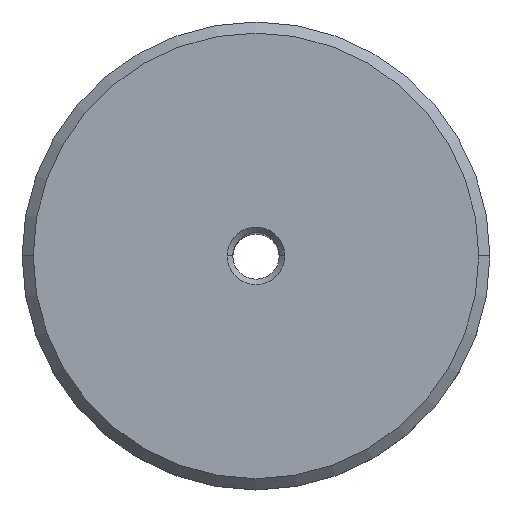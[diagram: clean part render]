
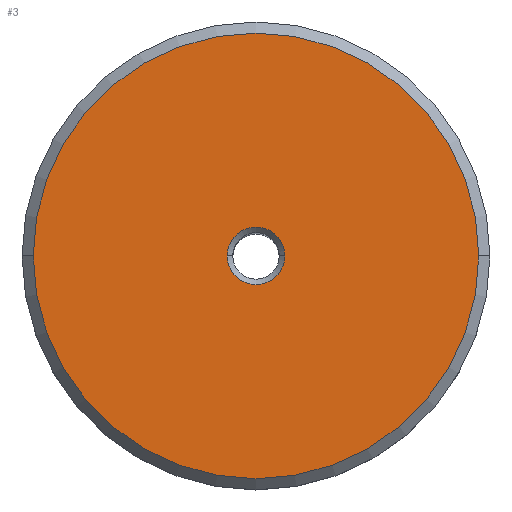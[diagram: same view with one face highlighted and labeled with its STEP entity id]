
A CAD part, top view. The second image highlights one B-rep face of the part: STEP entity #3.
In plain terms, the highlighted planar face has unit normal (0, 0, 1).
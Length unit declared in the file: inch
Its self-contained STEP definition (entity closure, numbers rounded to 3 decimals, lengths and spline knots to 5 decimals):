
#3 = ADVANCED_FACE ( 'NONE', ( #628, #1086 ), #230, .F. ) ;
#79 = CIRCLE ( 'NONE', #865, 0.59992 ) ;
#86 = DIRECTION ( 'NONE',  ( -1., 0., 0. ) ) ;
#103 = DIRECTION ( 'NONE',  ( 0., 0., 1. ) ) ;
#133 = CIRCLE ( 'NONE', #1029, 0.59992 ) ;
#136 = CARTESIAN_POINT ( 'NONE',  ( 0., 0.62992, 0. ) ) ;
#168 = CIRCLE ( 'NONE', #426, 0.0775 ) ;
#179 = DIRECTION ( 'NONE',  ( -1., 0., 0. ) ) ;
#199 = DIRECTION ( 'NONE',  ( -1., 0., 0. ) ) ;
#230 = PLANE ( 'NONE',  #752 ) ;
#260 = DIRECTION ( 'NONE',  ( 0., 0., -1. ) ) ;
#277 = VERTEX_POINT ( 'NONE', #696 ) ;
#282 = CARTESIAN_POINT ( 'NONE',  ( 0., 0., 0. ) ) ;
#299 = VERTEX_POINT ( 'NONE', #960 ) ;
#388 = DIRECTION ( 'NONE',  ( -1., 0., 0. ) ) ;
#405 = ORIENTED_EDGE ( 'NONE', *, *, #727, .T. ) ;
#426 = AXIS2_PLACEMENT_3D ( 'NONE', #1025, #260, #86 ) ;
#532 = EDGE_LOOP ( 'NONE', ( #606, #783 ) ) ;
#555 = VERTEX_POINT ( 'NONE', #574 ) ;
#570 = EDGE_CURVE ( 'NONE', #299, #277, #168, .T. ) ;
#574 = CARTESIAN_POINT ( 'NONE',  ( -0.59992, 0., 0. ) ) ;
#578 = DIRECTION ( 'NONE',  ( -1., 0., 0. ) ) ;
#598 = CARTESIAN_POINT ( 'NONE',  ( 0.59992, 0., 0. ) ) ;
#606 = ORIENTED_EDGE ( 'NONE', *, *, #885, .T. ) ;
#611 = EDGE_LOOP ( 'NONE', ( #721, #405 ) ) ;
#628 = FACE_OUTER_BOUND ( 'NONE', #611, .T. ) ;
#659 = VERTEX_POINT ( 'NONE', #598 ) ;
#696 = CARTESIAN_POINT ( 'NONE',  ( 0.0775, 0., 0. ) ) ;
#703 = CARTESIAN_POINT ( 'NONE',  ( 0., 0., 0. ) ) ;
#721 = ORIENTED_EDGE ( 'NONE', *, *, #838, .T. ) ;
#727 = EDGE_CURVE ( 'NONE', #659, #555, #133, .T. ) ;
#739 = CIRCLE ( 'NONE', #998, 0.0775 ) ;
#752 = AXIS2_PLACEMENT_3D ( 'NONE', #136, #888, #388 ) ;
#773 = CARTESIAN_POINT ( 'NONE',  ( 0., 0., 0. ) ) ;
#783 = ORIENTED_EDGE ( 'NONE', *, *, #570, .T. ) ;
#838 = EDGE_CURVE ( 'NONE', #555, #659, #79, .T. ) ;
#865 = AXIS2_PLACEMENT_3D ( 'NONE', #773, #1035, #578 ) ;
#885 = EDGE_CURVE ( 'NONE', #277, #299, #739, .T. ) ;
#888 = DIRECTION ( 'NONE',  ( 0., 0., -1. ) ) ;
#960 = CARTESIAN_POINT ( 'NONE',  ( -0.0775, 0., 0. ) ) ;
#998 = AXIS2_PLACEMENT_3D ( 'NONE', #703, #1057, #179 ) ;
#1025 = CARTESIAN_POINT ( 'NONE',  ( 0., 0., 0. ) ) ;
#1029 = AXIS2_PLACEMENT_3D ( 'NONE', #282, #103, #199 ) ;
#1035 = DIRECTION ( 'NONE',  ( 0., 0., 1. ) ) ;
#1057 = DIRECTION ( 'NONE',  ( 0., 0., -1. ) ) ;
#1086 = FACE_BOUND ( 'NONE', #532, .T. ) ;
